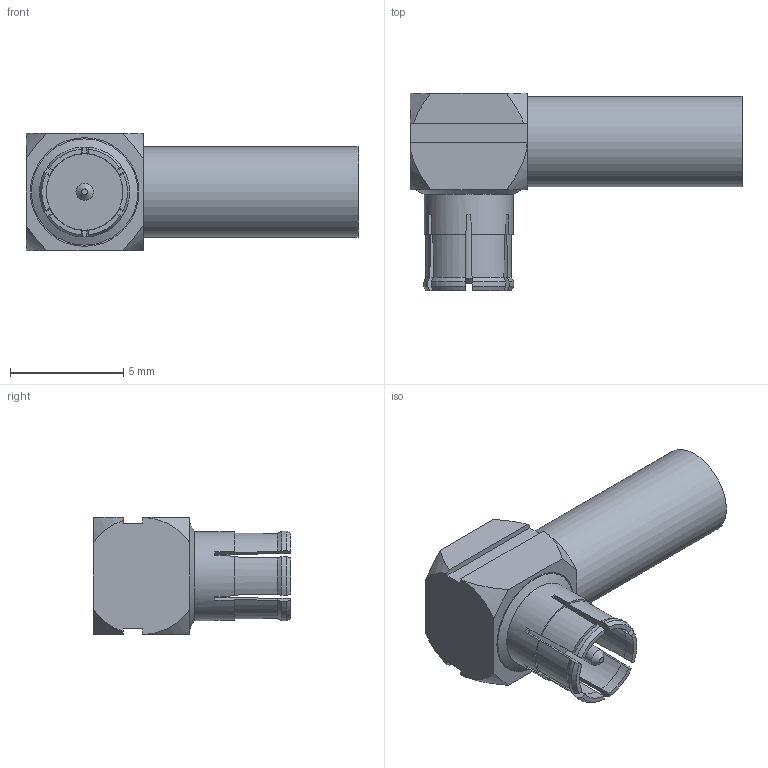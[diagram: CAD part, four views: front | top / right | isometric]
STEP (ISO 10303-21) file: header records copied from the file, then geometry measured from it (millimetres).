
FILE_DESCRIPTION (( 'STEP AP203' ), '1' );
FILE_NAME ('PE45050_3D.step', '2021-07-16T14:29:47', ( '' ), ( '' ), 'SwSTEP 2.0', 'SolidWorks 2020', '' );
FILE_SCHEMA (( 'CONFIG_CONTROL_DESIGN' ));
Length unit declared in the file: inch
Products named in the file (1): PE45050_3D
Bounding box: 14.68 x 8.73 x 5.18 mm (x, y, z)
Volume: 184.3 mm3; surface area: 537.7 mm2
Topology: 2 solids, 2 shells, 2159 faces, 4623 edges, 2477 vertices
Faces by surface type: bspline 1600, cylinder 462, plane 67, cone 29, torus 1
Full cylindrical faces by diameter (mm): 0.762 x1, 1.524 x1, 1.943 x1, 3.2 x1, 3.379 x1, 3.43 x1, 3.938 x1, 3.988 x1, 4.699 x1, 4.801 x1
Entity records: 81277 total; most frequent: CARTESIAN_POINT 53146, ORIENTED_EDGE 9206, EDGE_CURVE 4603, VERTEX_POINT 2471, EDGE_LOOP 2184, FACE_OUTER_BOUND 2170, ADVANCED_FACE 2159, B_SPLINE_CURVE_WITH_KNOTS 1856
